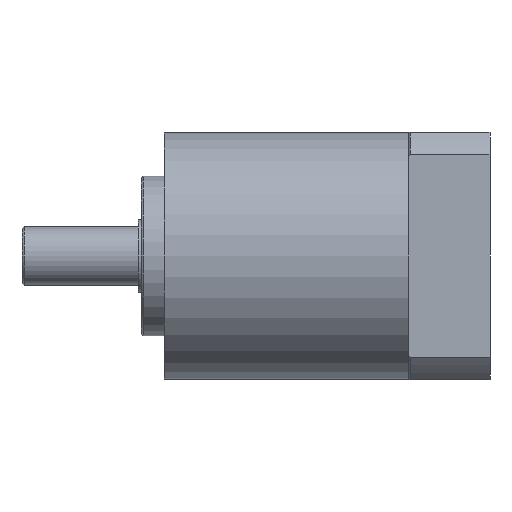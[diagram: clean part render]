
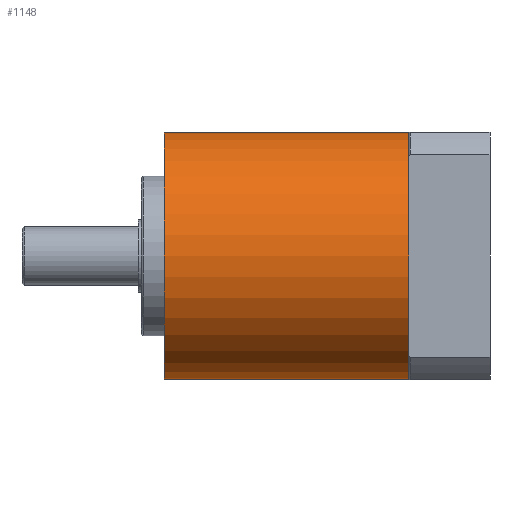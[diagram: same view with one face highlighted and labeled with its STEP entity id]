
A CAD part, front view. The second image highlights one B-rep face of the part: STEP entity #1148.
In plain terms, the highlighted cylindrical face has radius 42.5 mm (diameter 85 mm), a full revolution.
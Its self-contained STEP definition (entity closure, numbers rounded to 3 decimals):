
#610 = PLANE('',#611);
#611 = AXIS2_PLACEMENT_3D('',#612,#613,#614);
#612 = CARTESIAN_POINT('',(49.,21.25,0.));
#613 = DIRECTION('',(-1.,0.,0.));
#614 = DIRECTION('',(0.,0.,1.));
#630 = EDGE_CURVE('',#631,#631,#633,.T.);
#631 = VERTEX_POINT('',#632);
#632 = CARTESIAN_POINT('',(49.,42.5,0.));
#633 = SURFACE_CURVE('',#634,(#639,#650),.PCURVE_S1.);
#634 = CIRCLE('',#635,42.5);
#635 = AXIS2_PLACEMENT_3D('',#636,#637,#638);
#636 = CARTESIAN_POINT('',(49.,0.,0.));
#637 = DIRECTION('',(1.,0.,0.));
#638 = DIRECTION('',(0.,1.,0.));
#639 = PCURVE('',#610,#640);
#640 = DEFINITIONAL_REPRESENTATION('',(#641),#649);
#641 = ( BOUNDED_CURVE() B_SPLINE_CURVE(2,(#642,#643,#644,#645,#646,#647
,#648),.UNSPECIFIED.,.T.,.F.) B_SPLINE_CURVE_WITH_KNOTS((1,2,2,2,2,1),(
    -2.094,0.,2.094,4.189,6.283,
8.378),.UNSPECIFIED.) CURVE() GEOMETRIC_REPRESENTATION_ITEM() 
RATIONAL_B_SPLINE_CURVE((1.,0.5,1.,0.5,1.,0.5,1.)) REPRESENTATION_ITEM(
  '') );
#642 = CARTESIAN_POINT('',(0.,21.25));
#643 = CARTESIAN_POINT('',(73.612,21.25));
#644 = CARTESIAN_POINT('',(36.806,-42.5));
#645 = CARTESIAN_POINT('',(0.,-106.25));
#646 = CARTESIAN_POINT('',(-36.806,-42.5));
#647 = CARTESIAN_POINT('',(-73.612,21.25));
#648 = CARTESIAN_POINT('',(0.,21.25));
#649 = ( GEOMETRIC_REPRESENTATION_CONTEXT(2) 
PARAMETRIC_REPRESENTATION_CONTEXT() REPRESENTATION_CONTEXT('2D SPACE',''
  ) );
#650 = PCURVE('',#651,#656);
#651 = CYLINDRICAL_SURFACE('',#652,42.5);
#652 = AXIS2_PLACEMENT_3D('',#653,#654,#655);
#653 = CARTESIAN_POINT('',(91.,0.,0.));
#654 = DIRECTION('',(1.,0.,0.));
#655 = DIRECTION('',(0.,1.,0.));
#656 = DEFINITIONAL_REPRESENTATION('',(#657),#660);
#657 = B_SPLINE_CURVE_WITH_KNOTS('',1,(#658,#659),.UNSPECIFIED.,.F.,.F.,
  (2,2),(0.,6.283),.PIECEWISE_BEZIER_KNOTS.);
#658 = CARTESIAN_POINT('',(0.,-42.));
#659 = CARTESIAN_POINT('',(6.283,-42.));
#660 = ( GEOMETRIC_REPRESENTATION_CONTEXT(2) 
PARAMETRIC_REPRESENTATION_CONTEXT() REPRESENTATION_CONTEXT('2D SPACE',''
  ) );
#1148 = ADVANCED_FACE('',(#1149),#651,.T.);
#1149 = FACE_BOUND('',#1150,.T.);
#1150 = EDGE_LOOP('',(#1151,#1185,#1205,#1206,#1207,#1239,#1271));
#1151 = ORIENTED_EDGE('',*,*,#1152,.F.);
#1152 = EDGE_CURVE('',#1153,#1155,#1157,.T.);
#1153 = VERTEX_POINT('',#1154);
#1154 = CARTESIAN_POINT('',(133.,42.5,0.));
#1155 = VERTEX_POINT('',#1156);
#1156 = CARTESIAN_POINT('',(133.,0.,42.5));
#1157 = SURFACE_CURVE('',#1158,(#1163,#1169),.PCURVE_S1.);
#1158 = CIRCLE('',#1159,42.5);
#1159 = AXIS2_PLACEMENT_3D('',#1160,#1161,#1162);
#1160 = CARTESIAN_POINT('',(133.,0.,0.));
#1161 = DIRECTION('',(1.,0.,0.));
#1162 = DIRECTION('',(0.,1.,0.));
#1163 = PCURVE('',#651,#1164);
#1164 = DEFINITIONAL_REPRESENTATION('',(#1165),#1168);
#1165 = B_SPLINE_CURVE_WITH_KNOTS('',1,(#1166,#1167),.UNSPECIFIED.,.F.,
  .F.,(2,2),(0.,1.571),.PIECEWISE_BEZIER_KNOTS.);
#1166 = CARTESIAN_POINT('',(0.,42.));
#1167 = CARTESIAN_POINT('',(1.571,42.));
#1168 = ( GEOMETRIC_REPRESENTATION_CONTEXT(2) 
PARAMETRIC_REPRESENTATION_CONTEXT() REPRESENTATION_CONTEXT('2D SPACE',''
  ) );
#1169 = PCURVE('',#1170,#1175);
#1170 = PLANE('',#1171);
#1171 = AXIS2_PLACEMENT_3D('',#1172,#1173,#1174);
#1172 = CARTESIAN_POINT('',(133.,43.75,0.));
#1173 = DIRECTION('',(-1.,0.,0.));
#1174 = DIRECTION('',(0.,0.,1.));
#1175 = DEFINITIONAL_REPRESENTATION('',(#1176),#1184);
#1176 = ( BOUNDED_CURVE() B_SPLINE_CURVE(2,(#1177,#1178,#1179,#1180,
#1181,#1182,#1183),.UNSPECIFIED.,.F.,.F.) B_SPLINE_CURVE_WITH_KNOTS((1,2
    ,2,2,2,1),(-2.094,0.,2.094,4.189,
6.283,8.378),.UNSPECIFIED.) CURVE() 
GEOMETRIC_REPRESENTATION_ITEM() RATIONAL_B_SPLINE_CURVE((1.,0.5,1.,0.5,
1.,0.5,1.)) REPRESENTATION_ITEM('') );
#1177 = CARTESIAN_POINT('',(0.,-1.25));
#1178 = CARTESIAN_POINT('',(73.612,-1.25));
#1179 = CARTESIAN_POINT('',(36.806,-65.));
#1180 = CARTESIAN_POINT('',(0.,-128.75));
#1181 = CARTESIAN_POINT('',(-36.806,-65.));
#1182 = CARTESIAN_POINT('',(-73.612,-1.25));
#1183 = CARTESIAN_POINT('',(0.,-1.25));
#1184 = ( GEOMETRIC_REPRESENTATION_CONTEXT(2) 
PARAMETRIC_REPRESENTATION_CONTEXT() REPRESENTATION_CONTEXT('2D SPACE',''
  ) );
#1185 = ORIENTED_EDGE('',*,*,#1186,.F.);
#1186 = EDGE_CURVE('',#631,#1153,#1187,.T.);
#1187 = SEAM_CURVE('',#1188,(#1191,#1198),.PCURVE_S1.);
#1188 = B_SPLINE_CURVE_WITH_KNOTS('',1,(#1189,#1190),.UNSPECIFIED.,.F.,
  .F.,(2,2),(-42.,42.),.PIECEWISE_BEZIER_KNOTS.);
#1189 = CARTESIAN_POINT('',(49.,42.5,0.));
#1190 = CARTESIAN_POINT('',(133.,42.5,0.));
#1191 = PCURVE('',#651,#1192);
#1192 = DEFINITIONAL_REPRESENTATION('',(#1193),#1197);
#1193 = LINE('',#1194,#1195);
#1194 = CARTESIAN_POINT('',(0.,0.));
#1195 = VECTOR('',#1196,1.);
#1196 = DIRECTION('',(0.,1.));
#1197 = ( GEOMETRIC_REPRESENTATION_CONTEXT(2) 
PARAMETRIC_REPRESENTATION_CONTEXT() REPRESENTATION_CONTEXT('2D SPACE',''
  ) );
#1198 = PCURVE('',#651,#1199);
#1199 = DEFINITIONAL_REPRESENTATION('',(#1200),#1204);
#1200 = LINE('',#1201,#1202);
#1201 = CARTESIAN_POINT('',(6.283,0.));
#1202 = VECTOR('',#1203,1.);
#1203 = DIRECTION('',(0.,1.));
#1204 = ( GEOMETRIC_REPRESENTATION_CONTEXT(2) 
PARAMETRIC_REPRESENTATION_CONTEXT() REPRESENTATION_CONTEXT('2D SPACE',''
  ) );
#1205 = ORIENTED_EDGE('',*,*,#630,.T.);
#1206 = ORIENTED_EDGE('',*,*,#1186,.T.);
#1207 = ORIENTED_EDGE('',*,*,#1208,.F.);
#1208 = EDGE_CURVE('',#1209,#1153,#1211,.T.);
#1209 = VERTEX_POINT('',#1210);
#1210 = CARTESIAN_POINT('',(133.,0.,-42.5));
#1211 = SURFACE_CURVE('',#1212,(#1217,#1223),.PCURVE_S1.);
#1212 = CIRCLE('',#1213,42.5);
#1213 = AXIS2_PLACEMENT_3D('',#1214,#1215,#1216);
#1214 = CARTESIAN_POINT('',(133.,0.,0.));
#1215 = DIRECTION('',(1.,0.,0.));
#1216 = DIRECTION('',(0.,1.,0.));
#1217 = PCURVE('',#651,#1218);
#1218 = DEFINITIONAL_REPRESENTATION('',(#1219),#1222);
#1219 = B_SPLINE_CURVE_WITH_KNOTS('',1,(#1220,#1221),.UNSPECIFIED.,.F.,
  .F.,(2,2),(4.712,6.283),.PIECEWISE_BEZIER_KNOTS.);
#1220 = CARTESIAN_POINT('',(4.712,42.));
#1221 = CARTESIAN_POINT('',(6.283,42.));
#1222 = ( GEOMETRIC_REPRESENTATION_CONTEXT(2) 
PARAMETRIC_REPRESENTATION_CONTEXT() REPRESENTATION_CONTEXT('2D SPACE',''
  ) );
#1223 = PCURVE('',#1224,#1229);
#1224 = PLANE('',#1225);
#1225 = AXIS2_PLACEMENT_3D('',#1226,#1227,#1228);
#1226 = CARTESIAN_POINT('',(133.,43.75,0.));
#1227 = DIRECTION('',(-1.,0.,0.));
#1228 = DIRECTION('',(0.,0.,1.));
#1229 = DEFINITIONAL_REPRESENTATION('',(#1230),#1238);
#1230 = ( BOUNDED_CURVE() B_SPLINE_CURVE(2,(#1231,#1232,#1233,#1234,
#1235,#1236,#1237),.UNSPECIFIED.,.F.,.F.) B_SPLINE_CURVE_WITH_KNOTS((1,2
    ,2,2,2,1),(-2.094,0.,2.094,4.189,
6.283,8.378),.UNSPECIFIED.) CURVE() 
GEOMETRIC_REPRESENTATION_ITEM() RATIONAL_B_SPLINE_CURVE((1.,0.5,1.,0.5,
1.,0.5,1.)) REPRESENTATION_ITEM('') );
#1231 = CARTESIAN_POINT('',(0.,-1.25));
#1232 = CARTESIAN_POINT('',(73.612,-1.25));
#1233 = CARTESIAN_POINT('',(36.806,-65.));
#1234 = CARTESIAN_POINT('',(0.,-128.75));
#1235 = CARTESIAN_POINT('',(-36.806,-65.));
#1236 = CARTESIAN_POINT('',(-73.612,-1.25));
#1237 = CARTESIAN_POINT('',(0.,-1.25));
#1238 = ( GEOMETRIC_REPRESENTATION_CONTEXT(2) 
PARAMETRIC_REPRESENTATION_CONTEXT() REPRESENTATION_CONTEXT('2D SPACE',''
  ) );
#1239 = ORIENTED_EDGE('',*,*,#1240,.F.);
#1240 = EDGE_CURVE('',#1241,#1209,#1243,.T.);
#1241 = VERTEX_POINT('',#1242);
#1242 = CARTESIAN_POINT('',(133.,-42.5,0.));
#1243 = SURFACE_CURVE('',#1244,(#1249,#1255),.PCURVE_S1.);
#1244 = CIRCLE('',#1245,42.5);
#1245 = AXIS2_PLACEMENT_3D('',#1246,#1247,#1248);
#1246 = CARTESIAN_POINT('',(133.,0.,0.));
#1247 = DIRECTION('',(1.,0.,0.));
#1248 = DIRECTION('',(0.,1.,0.));
#1249 = PCURVE('',#651,#1250);
#1250 = DEFINITIONAL_REPRESENTATION('',(#1251),#1254);
#1251 = B_SPLINE_CURVE_WITH_KNOTS('',1,(#1252,#1253),.UNSPECIFIED.,.F.,
  .F.,(2,2),(3.142,4.712),.PIECEWISE_BEZIER_KNOTS.);
#1252 = CARTESIAN_POINT('',(3.142,42.));
#1253 = CARTESIAN_POINT('',(4.712,42.));
#1254 = ( GEOMETRIC_REPRESENTATION_CONTEXT(2) 
PARAMETRIC_REPRESENTATION_CONTEXT() REPRESENTATION_CONTEXT('2D SPACE',''
  ) );
#1255 = PCURVE('',#1256,#1261);
#1256 = PLANE('',#1257);
#1257 = AXIS2_PLACEMENT_3D('',#1258,#1259,#1260);
#1258 = CARTESIAN_POINT('',(133.,43.75,0.));
#1259 = DIRECTION('',(-1.,0.,0.));
#1260 = DIRECTION('',(0.,0.,1.));
#1261 = DEFINITIONAL_REPRESENTATION('',(#1262),#1270);
#1262 = ( BOUNDED_CURVE() B_SPLINE_CURVE(2,(#1263,#1264,#1265,#1266,
#1267,#1268,#1269),.UNSPECIFIED.,.F.,.F.) B_SPLINE_CURVE_WITH_KNOTS((1,2
    ,2,2,2,1),(-2.094,0.,2.094,4.189,
6.283,8.378),.UNSPECIFIED.) CURVE() 
GEOMETRIC_REPRESENTATION_ITEM() RATIONAL_B_SPLINE_CURVE((1.,0.5,1.,0.5,
1.,0.5,1.)) REPRESENTATION_ITEM('') );
#1263 = CARTESIAN_POINT('',(0.,-1.25));
#1264 = CARTESIAN_POINT('',(73.612,-1.25));
#1265 = CARTESIAN_POINT('',(36.806,-65.));
#1266 = CARTESIAN_POINT('',(0.,-128.75));
#1267 = CARTESIAN_POINT('',(-36.806,-65.));
#1268 = CARTESIAN_POINT('',(-73.612,-1.25));
#1269 = CARTESIAN_POINT('',(0.,-1.25));
#1270 = ( GEOMETRIC_REPRESENTATION_CONTEXT(2) 
PARAMETRIC_REPRESENTATION_CONTEXT() REPRESENTATION_CONTEXT('2D SPACE',''
  ) );
#1271 = ORIENTED_EDGE('',*,*,#1272,.F.);
#1272 = EDGE_CURVE('',#1155,#1241,#1273,.T.);
#1273 = SURFACE_CURVE('',#1274,(#1279,#1285),.PCURVE_S1.);
#1274 = CIRCLE('',#1275,42.5);
#1275 = AXIS2_PLACEMENT_3D('',#1276,#1277,#1278);
#1276 = CARTESIAN_POINT('',(133.,0.,0.));
#1277 = DIRECTION('',(1.,0.,0.));
#1278 = DIRECTION('',(0.,1.,0.));
#1279 = PCURVE('',#651,#1280);
#1280 = DEFINITIONAL_REPRESENTATION('',(#1281),#1284);
#1281 = B_SPLINE_CURVE_WITH_KNOTS('',1,(#1282,#1283),.UNSPECIFIED.,.F.,
  .F.,(2,2),(1.571,3.142),.PIECEWISE_BEZIER_KNOTS.);
#1282 = CARTESIAN_POINT('',(1.571,42.));
#1283 = CARTESIAN_POINT('',(3.142,42.));
#1284 = ( GEOMETRIC_REPRESENTATION_CONTEXT(2) 
PARAMETRIC_REPRESENTATION_CONTEXT() REPRESENTATION_CONTEXT('2D SPACE',''
  ) );
#1285 = PCURVE('',#1286,#1291);
#1286 = PLANE('',#1287);
#1287 = AXIS2_PLACEMENT_3D('',#1288,#1289,#1290);
#1288 = CARTESIAN_POINT('',(133.,43.75,0.));
#1289 = DIRECTION('',(-1.,0.,0.));
#1290 = DIRECTION('',(0.,0.,1.));
#1291 = DEFINITIONAL_REPRESENTATION('',(#1292),#1300);
#1292 = ( BOUNDED_CURVE() B_SPLINE_CURVE(2,(#1293,#1294,#1295,#1296,
#1297,#1298,#1299),.UNSPECIFIED.,.F.,.F.) B_SPLINE_CURVE_WITH_KNOTS((1,2
    ,2,2,2,1),(-2.094,0.,2.094,4.189,
6.283,8.378),.UNSPECIFIED.) CURVE() 
GEOMETRIC_REPRESENTATION_ITEM() RATIONAL_B_SPLINE_CURVE((1.,0.5,1.,0.5,
1.,0.5,1.)) REPRESENTATION_ITEM('') );
#1293 = CARTESIAN_POINT('',(0.,-1.25));
#1294 = CARTESIAN_POINT('',(73.612,-1.25));
#1295 = CARTESIAN_POINT('',(36.806,-65.));
#1296 = CARTESIAN_POINT('',(0.,-128.75));
#1297 = CARTESIAN_POINT('',(-36.806,-65.));
#1298 = CARTESIAN_POINT('',(-73.612,-1.25));
#1299 = CARTESIAN_POINT('',(0.,-1.25));
#1300 = ( GEOMETRIC_REPRESENTATION_CONTEXT(2) 
PARAMETRIC_REPRESENTATION_CONTEXT() REPRESENTATION_CONTEXT('2D SPACE',''
  ) );
